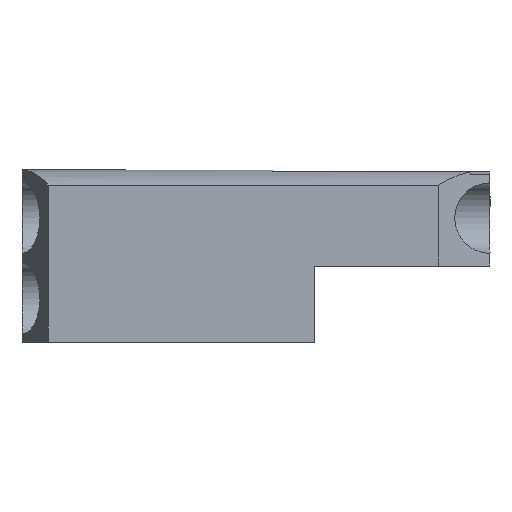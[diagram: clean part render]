
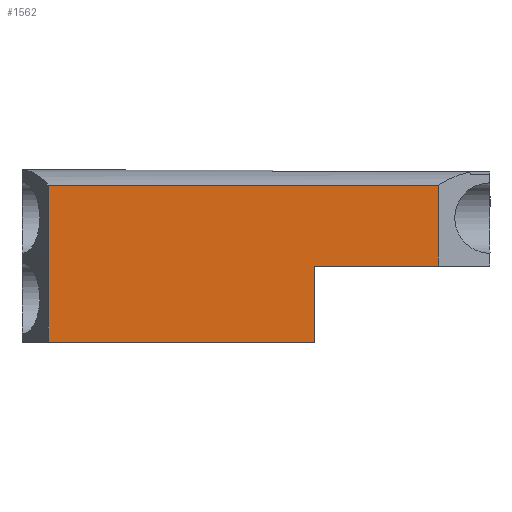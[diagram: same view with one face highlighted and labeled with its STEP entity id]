
A CAD part, front view. The second image highlights one B-rep face of the part: STEP entity #1562.
In plain terms, the highlighted planar face has unit normal (0, -1, 0).
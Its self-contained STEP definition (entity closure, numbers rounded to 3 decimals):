
#92=PLANE('',#1785);
#173=FACE_OUTER_BOUND('',#258,.T.);
#258=EDGE_LOOP('',(#1409,#1410,#1411,#1412,#1413,#1414));
#303=LINE('',#3018,#398);
#318=LINE('',#3075,#413);
#321=LINE('',#3083,#416);
#340=LINE('',#3197,#435);
#355=LINE('',#3238,#450);
#356=LINE('',#3247,#451);
#398=VECTOR('',#2009,1.);
#413=VECTOR('',#2064,1.);
#416=VECTOR('',#2071,1.);
#435=VECTOR('',#2200,1.);
#450=VECTOR('',#2241,1.);
#451=VECTOR('',#2252,1.);
#653=VERTEX_POINT('',#3016);
#654=VERTEX_POINT('',#3017);
#676=VERTEX_POINT('',#3073);
#679=VERTEX_POINT('',#3082);
#718=VERTEX_POINT('',#3194);
#732=VERTEX_POINT('',#3236);
#848=EDGE_CURVE('',#653,#654,#303,.T.);
#878=EDGE_CURVE('',#676,#653,#318,.T.);
#882=EDGE_CURVE('',#654,#679,#321,.T.);
#939=EDGE_CURVE('',#676,#718,#340,.T.);
#961=EDGE_CURVE('',#732,#718,#355,.T.);
#966=EDGE_CURVE('',#732,#679,#356,.T.);
#1409=ORIENTED_EDGE('',*,*,#878,.F.);
#1410=ORIENTED_EDGE('',*,*,#939,.T.);
#1411=ORIENTED_EDGE('',*,*,#961,.F.);
#1412=ORIENTED_EDGE('',*,*,#966,.T.);
#1413=ORIENTED_EDGE('',*,*,#882,.F.);
#1414=ORIENTED_EDGE('',*,*,#848,.F.);
#1562=ADVANCED_FACE('',(#173),#92,.F.);
#1785=AXIS2_PLACEMENT_3D('',#3261,#2269,#2270);
#2009=DIRECTION('',(0.,0.,-1.));
#2064=DIRECTION('',(1.,0.,0.));
#2071=DIRECTION('',(-1.,0.,0.));
#2200=DIRECTION('',(0.,0.,-1.));
#2241=DIRECTION('',(-1.,0.,0.));
#2252=DIRECTION('',(0.,0.,1.));
#2269=DIRECTION('center_axis',(0.,1.,0.));
#2270=DIRECTION('ref_axis',(0.,0.,1.));
#3016=CARTESIAN_POINT('',(1.593,-22.525,0.171));
#3017=CARTESIAN_POINT('',(1.593,-22.525,-0.25));
#3018=CARTESIAN_POINT('',(1.593,-22.525,-0.805));
#3073=CARTESIAN_POINT('',(-0.434,-22.525,0.171));
#3075=CARTESIAN_POINT('',(2.193,-22.525,0.171));
#3082=CARTESIAN_POINT('',(0.949,-22.525,-0.25));
#3083=CARTESIAN_POINT('',(1.208,-22.525,-0.25));
#3194=CARTESIAN_POINT('',(-0.434,-22.525,-0.645));
#3197=CARTESIAN_POINT('',(-0.434,-22.525,-0.465));
#3236=CARTESIAN_POINT('',(0.949,-22.525,-0.645));
#3238=CARTESIAN_POINT('',(0.193,-22.525,-0.645));
#3247=CARTESIAN_POINT('',(0.949,-22.525,-0.752));
#3261=CARTESIAN_POINT('Origin',(0.833,-22.525,-1.111));
